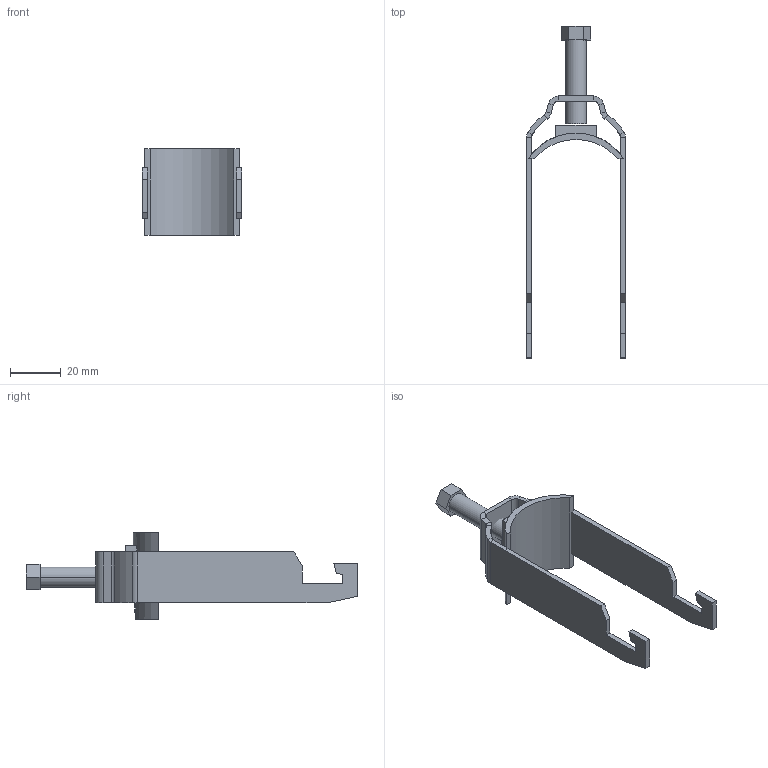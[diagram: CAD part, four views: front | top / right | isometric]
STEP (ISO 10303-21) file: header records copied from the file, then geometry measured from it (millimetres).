
FILE_DESCRIPTION (( 'STEP AP214' ), '1' );
FILE_NAME ('1176331_KSTP1.stp', '2018-06-11T06:21:42', ( '' ), ( '' ), 'SwSTEP 2.0', 'SolidWorks 2016', '' );
FILE_SCHEMA (( 'AUTOMOTIVE_DESIGN' ));
Length unit declared in the file: millimetre
Products named in the file (4): EB104-06-02_Standard; EB104-00-03_Druckschraube - M8 x 33; EB404-06-01_2 fach; 1176331_KSTP1
Assembly tree (3 placements, depth 2):
  1176331_KSTP1
    EB404-06-01_2 fach
    EB104-00-03_Druckschraube - M8 x 33
    EB104-06-02_Standard
Bounding box: 39 x 130.5 x 34.06 mm (x, y, z)
Volume: 13668.8 mm3; surface area: 13971.6 mm2
Topology: 3 solids, 3 shells, 108 faces, 253 edges, 152 vertices
Faces by surface type: plane 88, cylinder 20
Entity records: 3155 total; most frequent: DIRECTION 525, CARTESIAN_POINT 519, ORIENTED_EDGE 506, EDGE_CURVE 253, VECTOR 209, LINE 209, AXIS2_PLACEMENT_3D 158, VERTEX_POINT 152
